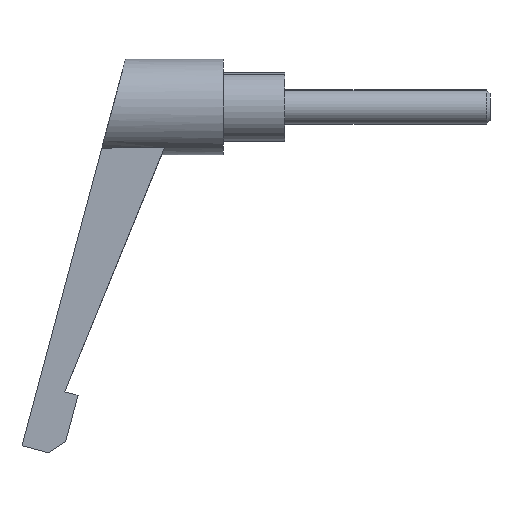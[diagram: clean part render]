
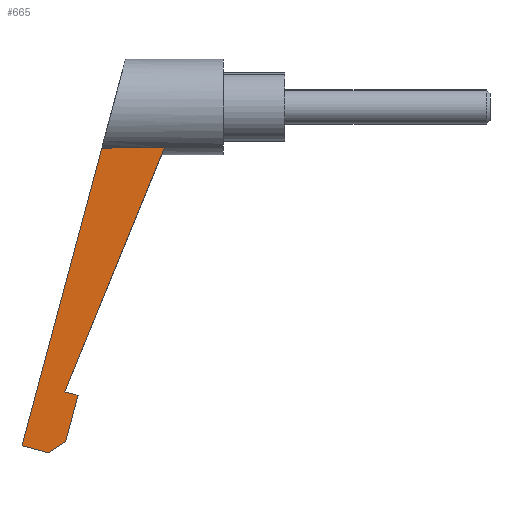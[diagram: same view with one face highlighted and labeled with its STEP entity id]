
A CAD part, left-side view. The second image highlights one B-rep face of the part: STEP entity #665.
In plain terms, the highlighted planar face has unit normal (-1, 0, 0).
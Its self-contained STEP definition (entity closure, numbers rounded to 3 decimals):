
#8 = CARTESIAN_POINT ( 'NONE',  ( -3.75, 23.134, -41.615 ) ) ;
#63 = VECTOR ( 'NONE', #1496, 1000. ) ;
#84 = CARTESIAN_POINT ( 'NONE',  ( -3.75, 23.014, -48.894 ) ) ;
#100 = DIRECTION ( 'NONE',  ( 0., 0., -1. ) ) ;
#103 = CARTESIAN_POINT ( 'NONE',  ( -3.75, 8.571, -5.948 ) ) ;
#131 = CARTESIAN_POINT ( 'NONE',  ( -3.75, 15.044, 4.031 ) ) ;
#155 = ORIENTED_EDGE ( 'NONE', *, *, #1533, .T. ) ;
#182 = EDGE_CURVE ( 'NONE', #798, #1549, #913, .T. ) ;
#226 = ORIENTED_EDGE ( 'NONE', *, *, #182, .T. ) ;
#249 = DIRECTION ( 'NONE',  ( 0., 0.966, 0.259 ) ) ;
#258 = VECTOR ( 'NONE', #1430, 1000. ) ;
#267 = VECTOR ( 'NONE', #1164, 1000. ) ;
#289 = VERTEX_POINT ( 'NONE', #103 ) ;
#300 = DIRECTION ( 'NONE',  ( 0., 1., -0.005 ) ) ;
#355 = CARTESIAN_POINT ( 'NONE',  ( -3.75, 5.264, 2.149 ) ) ;
#380 = LINE ( 'NONE', #355, #569 ) ;
#385 = EDGE_LOOP ( 'NONE', ( #1568, #710, #226, #155, #1017, #1288, #1626 ) ) ;
#552 = VERTEX_POINT ( 'NONE', #84 ) ;
#569 = VECTOR ( 'NONE', #1259, 1000. ) ;
#602 = CARTESIAN_POINT ( 'NONE',  ( -3.75, 21.202, -42.132 ) ) ;
#665 = ADVANCED_FACE ( 'NONE', ( #1230 ), #980, .F. ) ;
#710 = ORIENTED_EDGE ( 'NONE', *, *, #721, .T. ) ;
#721 = EDGE_CURVE ( 'NONE', #1251, #798, #748, .T. ) ;
#728 = CARTESIAN_POINT ( 'NONE',  ( -3.75, 25.524, -50.536 ) ) ;
#737 = CARTESIAN_POINT ( 'NONE',  ( -3.75, 0., 0. ) ) ;
#748 = LINE ( 'NONE', #131, #267 ) ;
#798 = VERTEX_POINT ( 'NONE', #1249 ) ;
#811 = LINE ( 'NONE', #1159, #63 ) ;
#835 = VECTOR ( 'NONE', #1367, 1000. ) ;
#863 = CARTESIAN_POINT ( 'NONE',  ( -3.75, 11.953, -44.61 ) ) ;
#882 = VECTOR ( 'NONE', #300, 1000. ) ;
#911 = LINE ( 'NONE', #1569, #882 ) ;
#912 = VERTEX_POINT ( 'NONE', #602 ) ;
#913 = LINE ( 'NONE', #1171, #258 ) ;
#971 = LINE ( 'NONE', #1205, #835 ) ;
#980 = PLANE ( 'NONE',  #1040 ) ;
#1002 = LINE ( 'NONE', #863, #1348 ) ;
#1017 = ORIENTED_EDGE ( 'NONE', *, *, #1540, .T. ) ;
#1030 = EDGE_CURVE ( 'NONE', #1248, #289, #380, .T. ) ;
#1040 = AXIS2_PLACEMENT_3D ( 'NONE', #737, #1247, #100 ) ;
#1096 = EDGE_CURVE ( 'NONE', #912, #1248, #1002, .T. ) ;
#1159 = CARTESIAN_POINT ( 'NONE',  ( -3.75, -15.502, -23.699 ) ) ;
#1164 = DIRECTION ( 'NONE',  ( 0., 0.259, -0.966 ) ) ;
#1171 = CARTESIAN_POINT ( 'NONE',  ( -3.75, 14.344, -53.532 ) ) ;
#1205 = CARTESIAN_POINT ( 'NONE',  ( -3.75, 9.249, 2.478 ) ) ;
#1230 = FACE_OUTER_BOUND ( 'NONE', #385, .T. ) ;
#1247 = DIRECTION ( 'NONE',  ( 1., 0., 0. ) ) ;
#1248 = VERTEX_POINT ( 'NONE', #8 ) ;
#1249 = CARTESIAN_POINT ( 'NONE',  ( -3.75, 29.388, -49.501 ) ) ;
#1251 = VERTEX_POINT ( 'NONE', #1294 ) ;
#1259 = DIRECTION ( 'NONE',  ( 0., -0.378, 0.926 ) ) ;
#1288 = ORIENTED_EDGE ( 'NONE', *, *, #1096, .T. ) ;
#1294 = CARTESIAN_POINT ( 'NONE',  ( -3.75, 17.73, -5.994 ) ) ;
#1348 = VECTOR ( 'NONE', #249, 1000. ) ;
#1367 = DIRECTION ( 'NONE',  ( 0., -0.259, 0.966 ) ) ;
#1430 = DIRECTION ( 'NONE',  ( 0., -0.966, -0.259 ) ) ;
#1496 = DIRECTION ( 'NONE',  ( 0., -0.837, 0.547 ) ) ;
#1523 = EDGE_CURVE ( 'NONE', #289, #1251, #911, .T. ) ;
#1533 = EDGE_CURVE ( 'NONE', #1549, #552, #811, .T. ) ;
#1540 = EDGE_CURVE ( 'NONE', #552, #912, #971, .T. ) ;
#1549 = VERTEX_POINT ( 'NONE', #728 ) ;
#1568 = ORIENTED_EDGE ( 'NONE', *, *, #1523, .T. ) ;
#1569 = CARTESIAN_POINT ( 'NONE',  ( -3.75, -0.029, -5.905 ) ) ;
#1626 = ORIENTED_EDGE ( 'NONE', *, *, #1030, .T. ) ;
